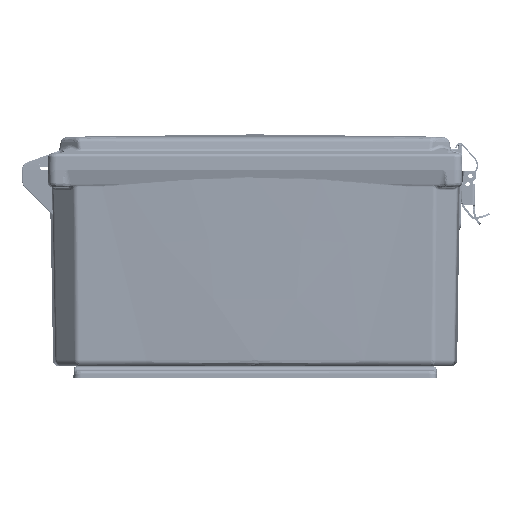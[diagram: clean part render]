
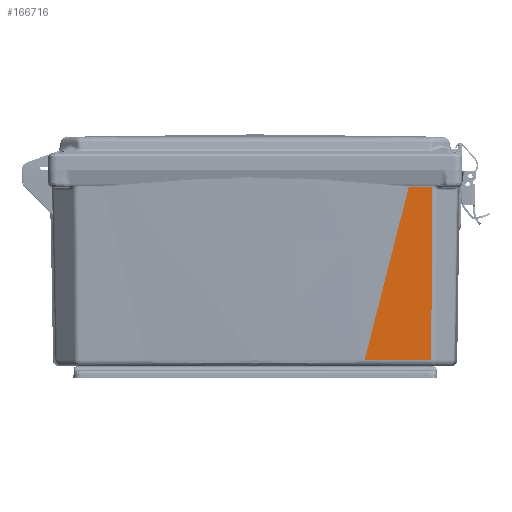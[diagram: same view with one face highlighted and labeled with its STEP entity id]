
A CAD part, front view. The second image highlights one B-rep face of the part: STEP entity #166716.
In plain terms, the highlighted face is planar.
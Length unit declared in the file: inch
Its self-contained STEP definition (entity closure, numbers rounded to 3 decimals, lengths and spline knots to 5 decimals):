
#5340 = VERTEX_POINT ( 'NONE', #148130 ) ;
#7965 = LINE ( 'NONE', #114356, #169528 ) ;
#14292 = EDGE_CURVE ( 'NONE', #75417, #5340, #113223, .T. ) ;
#16903 = CARTESIAN_POINT ( 'NONE',  ( -0.50592, -7.15617, -4.66613 ) ) ;
#21419 = EDGE_CURVE ( 'NONE', #209129, #82588, #161929, .T. ) ;
#34524 = DIRECTION ( 'NONE',  ( 0., 0., 1. ) ) ;
#43431 = EDGE_CURVE ( 'NONE', #75417, #82588, #113978, .T. ) ;
#51704 = DIRECTION ( 'NONE',  ( -0.017, -1., 0. ) ) ;
#60015 = ORIENTED_EDGE ( 'NONE', *, *, #83964, .T. ) ;
#62614 = VECTOR ( 'NONE', #80021, 39.37008 ) ;
#64784 = CARTESIAN_POINT ( 'NONE',  ( -4.31354, -7.08971, -3.69265 ) ) ;
#66187 = CARTESIAN_POINT ( 'NONE',  ( -0.50592, -7.15617, -4.66613 ) ) ;
#67075 = EDGE_LOOP ( 'NONE', ( #98252, #60015, #67252, #205572 ) ) ;
#67252 = ORIENTED_EDGE ( 'NONE', *, *, #21419, .T. ) ;
#75417 = VERTEX_POINT ( 'NONE', #194059 ) ;
#80021 = DIRECTION ( 'NONE',  ( 1., -0.017, -0.007 ) ) ;
#80289 = CARTESIAN_POINT ( 'NONE',  ( -5.77332, -7.06423, -3.32044 ) ) ;
#81373 = PLANE ( 'NONE',  #178140 ) ;
#82063 = DIRECTION ( 'NONE',  ( 1., -0.017, 0. ) ) ;
#82588 = VERTEX_POINT ( 'NONE', #186652 ) ;
#83577 = VECTOR ( 'NONE', #156850, 39.37008 ) ;
#83964 = EDGE_CURVE ( 'NONE', #5340, #209129, #7965, .T. ) ;
#98252 = ORIENTED_EDGE ( 'NONE', *, *, #14292, .T. ) ;
#113223 = LINE ( 'NONE', #161875, #62614 ) ;
#113978 = LINE ( 'NONE', #206183, #83577 ) ;
#114356 = CARTESIAN_POINT ( 'NONE',  ( -0.50592, -7.15617, 6.74752 ) ) ;
#137063 = FACE_OUTER_BOUND ( 'NONE', #67075, .T. ) ;
#145585 = CARTESIAN_POINT ( 'NONE',  ( 0., -7.165, 6.74752 ) ) ;
#148130 = CARTESIAN_POINT ( 'NONE',  ( -0.50592, -7.15617, -5.37952 ) ) ;
#156850 = DIRECTION ( 'NONE',  ( 0., 0., 1. ) ) ;
#161875 = CARTESIAN_POINT ( 'NONE',  ( -5.77332, -7.06423, -5.34143 ) ) ;
#161929 = B_SPLINE_CURVE_WITH_KNOTS ( 'NONE', 3,
 ( #66187, #208657, #64784, #80289 ),
 .UNSPECIFIED., .F., .F.,
 ( 4, 4 ),
 ( 0., 1. ),
 .UNSPECIFIED. ) ;
#166716 = ADVANCED_FACE ( 'NONE', ( #137063 ), #81373, .T. ) ;
#169528 = VECTOR ( 'NONE', #34524, 39.37008 ) ;
#178140 = AXIS2_PLACEMENT_3D ( 'NONE', #145585, #51704, #82063 ) ;
#186652 = CARTESIAN_POINT ( 'NONE',  ( -5.77332, -7.06423, -3.32044 ) ) ;
#194059 = CARTESIAN_POINT ( 'NONE',  ( -5.77332, -7.06423, -5.34143 ) ) ;
#205572 = ORIENTED_EDGE ( 'NONE', *, *, #43431, .F. ) ;
#206183 = CARTESIAN_POINT ( 'NONE',  ( -5.77332, -7.06423, 10.7888 ) ) ;
#208657 = CARTESIAN_POINT ( 'NONE',  ( -2.55774, -7.12035, -4.14121 ) ) ;
#209129 = VERTEX_POINT ( 'NONE', #16903 ) ;
